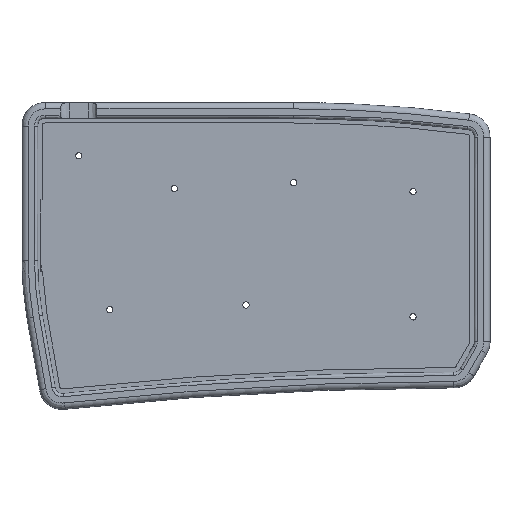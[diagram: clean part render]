
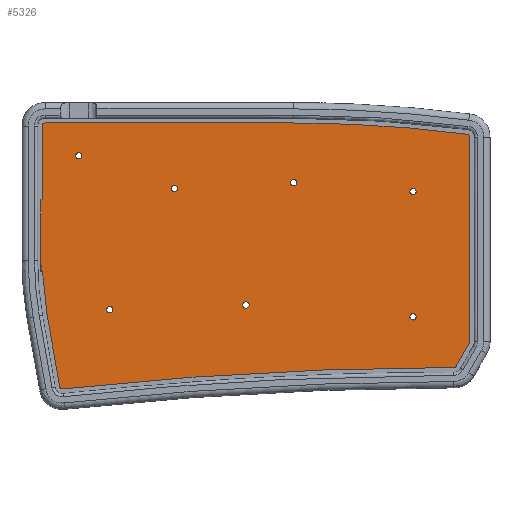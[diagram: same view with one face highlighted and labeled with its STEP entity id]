
A CAD part, top view. The second image highlights one B-rep face of the part: STEP entity #5326.
In plain terms, the highlighted planar face has unit normal (0, 0, 1).
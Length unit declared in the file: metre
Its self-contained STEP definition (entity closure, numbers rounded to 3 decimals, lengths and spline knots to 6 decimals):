
#177=CIRCLE('',#5706,0.001);
#178=CIRCLE('',#5707,0.001);
#179=CIRCLE('',#5708,0.001);
#180=CIRCLE('',#5709,0.001);
#181=CIRCLE('',#5710,0.001);
#182=CIRCLE('',#5711,0.001);
#183=CIRCLE('',#5712,0.001);
#361=PLANE('',#5705);
#488=B_SPLINE_CURVE_WITH_KNOTS('',3,(#7961,#7962,#7963,#7964),
 .UNSPECIFIED.,.F.,.F.,(4,4),(0.,1.),.UNSPECIFIED.);
#632=B_SPLINE_CURVE_WITH_KNOTS('',3,(#10907,#10908,#10909,#10910),
 .UNSPECIFIED.,.F.,.F.,(4,4),(0.,1.),.UNSPECIFIED.);
#633=B_SPLINE_CURVE_WITH_KNOTS('',3,(#10913,#10914,#10915,#10916),
 .UNSPECIFIED.,.F.,.F.,(4,4),(0.,1.),.UNSPECIFIED.);
#634=B_SPLINE_CURVE_WITH_KNOTS('',3,(#10918,#10919,#10920,#10921),
 .UNSPECIFIED.,.F.,.F.,(4,4),(0.,1.),.UNSPECIFIED.);
#635=B_SPLINE_CURVE_WITH_KNOTS('',3,(#10923,#10924,#10925,#10926),
 .UNSPECIFIED.,.F.,.F.,(4,4),(0.,1.),.UNSPECIFIED.);
#636=B_SPLINE_CURVE_WITH_KNOTS('',3,(#10928,#10929,#10930,#10931),
 .UNSPECIFIED.,.F.,.F.,(4,4),(0.,1.),.UNSPECIFIED.);
#637=B_SPLINE_CURVE_WITH_KNOTS('',3,(#10933,#10934,#10935,#10936),
 .UNSPECIFIED.,.F.,.F.,(4,4),(0.,1.),.UNSPECIFIED.);
#638=B_SPLINE_CURVE_WITH_KNOTS('',3,(#10938,#10939,#10940,#10941),
 .UNSPECIFIED.,.F.,.F.,(4,4),(0.,1.),.UNSPECIFIED.);
#639=B_SPLINE_CURVE_WITH_KNOTS('',3,(#10943,#10944,#10945,#10946),
 .UNSPECIFIED.,.F.,.F.,(4,4),(0.,1.),.UNSPECIFIED.);
#640=B_SPLINE_CURVE_WITH_KNOTS('',3,(#10948,#10949,#10950,#10951),
 .UNSPECIFIED.,.F.,.F.,(4,4),(0.,1.),.UNSPECIFIED.);
#641=B_SPLINE_CURVE_WITH_KNOTS('',3,(#10952,#10953,#10954,#10955),
 .UNSPECIFIED.,.F.,.F.,(4,4),(0.,1.),.UNSPECIFIED.);
#642=B_SPLINE_CURVE_WITH_KNOTS('',3,(#10957,#10958,#10959,#10960),
 .UNSPECIFIED.,.F.,.F.,(4,4),(0.,1.),.UNSPECIFIED.);
#643=B_SPLINE_CURVE_WITH_KNOTS('',3,(#10962,#10963,#10964,#10965),
 .UNSPECIFIED.,.F.,.F.,(4,4),(0.,1.),.UNSPECIFIED.);
#1411=ORIENTED_EDGE('',*,*,#2735,.T.);
#1412=ORIENTED_EDGE('',*,*,#2736,.T.);
#1413=ORIENTED_EDGE('',*,*,#2737,.T.);
#1414=ORIENTED_EDGE('',*,*,#2738,.T.);
#1415=ORIENTED_EDGE('',*,*,#2739,.T.);
#1416=ORIENTED_EDGE('',*,*,#2740,.T.);
#1417=ORIENTED_EDGE('',*,*,#2741,.T.);
#1418=ORIENTED_EDGE('',*,*,#2742,.T.);
#1419=ORIENTED_EDGE('',*,*,#2743,.T.);
#1420=ORIENTED_EDGE('',*,*,#2744,.T.);
#1421=ORIENTED_EDGE('',*,*,#2745,.T.);
#1422=ORIENTED_EDGE('',*,*,#2746,.T.);
#1423=ORIENTED_EDGE('',*,*,#2747,.T.);
#1424=ORIENTED_EDGE('',*,*,#2748,.T.);
#1425=ORIENTED_EDGE('',*,*,#2749,.T.);
#1426=ORIENTED_EDGE('',*,*,#2750,.T.);
#1427=ORIENTED_EDGE('',*,*,#2479,.T.);
#1428=ORIENTED_EDGE('',*,*,#2751,.T.);
#1429=ORIENTED_EDGE('',*,*,#2752,.T.);
#1430=ORIENTED_EDGE('',*,*,#2753,.T.);
#2479=EDGE_CURVE('',#3263,#3262,#488,.T.);
#2735=EDGE_CURVE('',#3407,#3407,#177,.F.);
#2736=EDGE_CURVE('',#3408,#3408,#178,.F.);
#2737=EDGE_CURVE('',#3409,#3409,#179,.F.);
#2738=EDGE_CURVE('',#3410,#3410,#180,.F.);
#2739=EDGE_CURVE('',#3411,#3411,#181,.F.);
#2740=EDGE_CURVE('',#3412,#3412,#182,.F.);
#2741=EDGE_CURVE('',#3413,#3413,#183,.F.);
#2742=EDGE_CURVE('',#3414,#3415,#632,.T.);
#2743=EDGE_CURVE('',#3415,#3416,#633,.T.);
#2744=EDGE_CURVE('',#3416,#3417,#634,.T.);
#2745=EDGE_CURVE('',#3417,#3418,#635,.T.);
#2746=EDGE_CURVE('',#3418,#3419,#636,.T.);
#2747=EDGE_CURVE('',#3419,#3420,#637,.T.);
#2748=EDGE_CURVE('',#3420,#3421,#638,.T.);
#2749=EDGE_CURVE('',#3421,#3422,#639,.T.);
#2750=EDGE_CURVE('',#3422,#3263,#640,.T.);
#2751=EDGE_CURVE('',#3262,#3423,#641,.T.);
#2752=EDGE_CURVE('',#3423,#3424,#642,.T.);
#2753=EDGE_CURVE('',#3424,#3414,#643,.T.);
#3262=VERTEX_POINT('',#7960);
#3263=VERTEX_POINT('',#7965);
#3407=VERTEX_POINT('',#10894);
#3408=VERTEX_POINT('',#10896);
#3409=VERTEX_POINT('',#10898);
#3410=VERTEX_POINT('',#10900);
#3411=VERTEX_POINT('',#10902);
#3412=VERTEX_POINT('',#10904);
#3413=VERTEX_POINT('',#10906);
#3414=VERTEX_POINT('',#10911);
#3415=VERTEX_POINT('',#10912);
#3416=VERTEX_POINT('',#10917);
#3417=VERTEX_POINT('',#10922);
#3418=VERTEX_POINT('',#10927);
#3419=VERTEX_POINT('',#10932);
#3420=VERTEX_POINT('',#10937);
#3421=VERTEX_POINT('',#10942);
#3422=VERTEX_POINT('',#10947);
#3423=VERTEX_POINT('',#10956);
#3424=VERTEX_POINT('',#10961);
#4425=EDGE_LOOP('',(#1411));
#4426=EDGE_LOOP('',(#1412));
#4427=EDGE_LOOP('',(#1413));
#4428=EDGE_LOOP('',(#1414));
#4429=EDGE_LOOP('',(#1415));
#4430=EDGE_LOOP('',(#1416));
#4431=EDGE_LOOP('',(#1417));
#4432=EDGE_LOOP('',(#1418,#1419,#1420,#1421,#1422,#1423,#1424,#1425,#1426,
#1427,#1428,#1429,#1430));
#4842=FACE_BOUND('',#4425,.T.);
#4843=FACE_BOUND('',#4426,.T.);
#4844=FACE_BOUND('',#4427,.T.);
#4845=FACE_BOUND('',#4428,.T.);
#4846=FACE_BOUND('',#4429,.T.);
#4847=FACE_BOUND('',#4430,.T.);
#4848=FACE_BOUND('',#4431,.T.);
#4849=FACE_BOUND('',#4432,.T.);
#5326=ADVANCED_FACE('',(#4842,#4843,#4844,#4845,#4846,#4847,#4848,#4849),
#361,.T.);
#5705=AXIS2_PLACEMENT_3D('',#10892,#6455,#6456);
#5706=AXIS2_PLACEMENT_3D('',#10893,#6457,#6458);
#5707=AXIS2_PLACEMENT_3D('',#10895,#6459,#6460);
#5708=AXIS2_PLACEMENT_3D('',#10897,#6461,#6462);
#5709=AXIS2_PLACEMENT_3D('',#10899,#6463,#6464);
#5710=AXIS2_PLACEMENT_3D('',#10901,#6465,#6466);
#5711=AXIS2_PLACEMENT_3D('',#10903,#6467,#6468);
#5712=AXIS2_PLACEMENT_3D('',#10905,#6469,#6470);
#6455=DIRECTION('',(0.,0.,1.));
#6456=DIRECTION('',(1.,0.,0.));
#6457=DIRECTION('',(0.,0.,1.));
#6458=DIRECTION('',(1.,0.,0.));
#6459=DIRECTION('',(0.,0.,1.));
#6460=DIRECTION('',(1.,0.,0.));
#6461=DIRECTION('',(0.,0.,1.));
#6462=DIRECTION('',(1.,0.,0.));
#6463=DIRECTION('',(0.,0.,1.));
#6464=DIRECTION('',(1.,0.,0.));
#6465=DIRECTION('',(0.,0.,1.));
#6466=DIRECTION('',(1.,0.,0.));
#6467=DIRECTION('',(0.,0.,1.));
#6468=DIRECTION('',(1.,0.,0.));
#6469=DIRECTION('',(0.,0.,1.));
#6470=DIRECTION('',(1.,0.,0.));
#7960=CARTESIAN_POINT('',(0.151915,0.035671,-0.013));
#7961=CARTESIAN_POINT('',(0.151915,-0.029673,-0.013));
#7962=CARTESIAN_POINT('',(0.151915,-0.007891,-0.013));
#7963=CARTESIAN_POINT('',(0.151915,0.01389,-0.013));
#7964=CARTESIAN_POINT('',(0.151915,0.035671,-0.013));
#7965=CARTESIAN_POINT('',(0.151915,-0.029673,-0.013));
#10892=CARTESIAN_POINT('',(0.083217,-0.002215,-0.013));
#10893=CARTESIAN_POINT('',(0.09525,0.021217,-0.013));
#10894=CARTESIAN_POINT('',(0.09625,0.021217,-0.013));
#10895=CARTESIAN_POINT('',(0.05715,0.019312,-0.013));
#10896=CARTESIAN_POINT('',(0.05815,0.019312,-0.013));
#10897=CARTESIAN_POINT('',(0.026654,0.029804,-0.013));
#10898=CARTESIAN_POINT('',(0.027654,0.029804,-0.013));
#10899=CARTESIAN_POINT('',(0.13335,-0.021646,-0.013));
#10900=CARTESIAN_POINT('',(0.13435,-0.021646,-0.013));
#10901=CARTESIAN_POINT('',(0.13335,0.018359,-0.013));
#10902=CARTESIAN_POINT('',(0.13435,0.018359,-0.013));
#10903=CARTESIAN_POINT('',(0.08001,-0.017836,-0.013));
#10904=CARTESIAN_POINT('',(0.08101,-0.017836,-0.013));
#10905=CARTESIAN_POINT('',(0.036526,-0.019333,-0.013));
#10906=CARTESIAN_POINT('',(0.037526,-0.019333,-0.013));
#10907=CARTESIAN_POINT('',(0.016018,0.040734,-0.013));
#10908=CARTESIAN_POINT('',(0.014962,0.040734,-0.013));
#10909=CARTESIAN_POINT('',(0.014518,0.040293,-0.013));
#10910=CARTESIAN_POINT('',(0.014518,0.039234,-0.013));
#10911=CARTESIAN_POINT('',(0.016018,0.040734,-0.013));
#10912=CARTESIAN_POINT('',(0.014518,0.039234,-0.013));
#10913=CARTESIAN_POINT('',(0.014518,0.039234,-0.013));
#10914=CARTESIAN_POINT('',(0.014518,0.024894,-0.013));
#10915=CARTESIAN_POINT('',(0.014518,0.010553,-0.013));
#10916=CARTESIAN_POINT('',(0.014518,-0.003787,-0.013));
#10917=CARTESIAN_POINT('',(0.014518,-0.003787,-0.013));
#10918=CARTESIAN_POINT('',(0.014518,-0.003787,-0.013));
#10919=CARTESIAN_POINT('',(0.014518,-0.009591,-0.013));
#10920=CARTESIAN_POINT('',(0.015022,-0.01535,-0.013));
#10921=CARTESIAN_POINT('',(0.01603,-0.021065,-0.013));
#10922=CARTESIAN_POINT('',(0.01603,-0.021065,-0.013));
#10923=CARTESIAN_POINT('',(0.01603,-0.021065,-0.013));
#10924=CARTESIAN_POINT('',(0.017373,-0.028682,-0.013));
#10925=CARTESIAN_POINT('',(0.018716,-0.036299,-0.013));
#10926=CARTESIAN_POINT('',(0.020059,-0.043915,-0.013));
#10927=CARTESIAN_POINT('',(0.020059,-0.043915,-0.013));
#10928=CARTESIAN_POINT('',(0.020059,-0.043915,-0.013));
#10929=CARTESIAN_POINT('',(0.02023,-0.044884,-0.013));
#10930=CARTESIAN_POINT('',(0.020719,-0.045252,-0.013));
#10931=CARTESIAN_POINT('',(0.021698,-0.045146,-0.013));
#10932=CARTESIAN_POINT('',(0.021698,-0.045146,-0.013));
#10933=CARTESIAN_POINT('',(0.021698,-0.045146,-0.013));
#10934=CARTESIAN_POINT('',(0.06311,-0.040651,-0.013));
#10935=CARTESIAN_POINT('',(0.104644,-0.038369,-0.013));
#10936=CARTESIAN_POINT('',(0.146299,-0.0383,-0.013));
#10937=CARTESIAN_POINT('',(0.146299,-0.0383,-0.013));
#10938=CARTESIAN_POINT('',(0.146299,-0.0383,-0.013));
#10939=CARTESIAN_POINT('',(0.14689,-0.038299,-0.013));
#10940=CARTESIAN_POINT('',(0.147301,-0.03806,-0.013));
#10941=CARTESIAN_POINT('',(0.147595,-0.03755,-0.013));
#10942=CARTESIAN_POINT('',(0.147595,-0.03755,-0.013));
#10943=CARTESIAN_POINT('',(0.147595,-0.03755,-0.013));
#10944=CARTESIAN_POINT('',(0.148968,-0.035175,-0.013));
#10945=CARTESIAN_POINT('',(0.150341,-0.032799,-0.013));
#10946=CARTESIAN_POINT('',(0.151714,-0.030423,-0.013));
#10947=CARTESIAN_POINT('',(0.151714,-0.030423,-0.013));
#10948=CARTESIAN_POINT('',(0.151714,-0.030423,-0.013));
#10949=CARTESIAN_POINT('',(0.151848,-0.030191,-0.013));
#10950=CARTESIAN_POINT('',(0.151915,-0.029941,-0.013));
#10951=CARTESIAN_POINT('',(0.151915,-0.029673,-0.013));
#10952=CARTESIAN_POINT('',(0.151915,0.035671,-0.013));
#10953=CARTESIAN_POINT('',(0.151915,0.036591,-0.013));
#10954=CARTESIAN_POINT('',(0.15152,0.03704,-0.013));
#10955=CARTESIAN_POINT('',(0.150608,0.037158,-0.013));
#10956=CARTESIAN_POINT('',(0.150608,0.037158,-0.013));
#10957=CARTESIAN_POINT('',(0.150608,0.037158,-0.013));
#10958=CARTESIAN_POINT('',(0.132232,0.039542,-0.013));
#10959=CARTESIAN_POINT('',(0.11378,0.040734,-0.013));
#10960=CARTESIAN_POINT('',(0.09525,0.040734,-0.013));
#10961=CARTESIAN_POINT('',(0.09525,0.040734,-0.013));
#10962=CARTESIAN_POINT('',(0.09525,0.040734,-0.013));
#10963=CARTESIAN_POINT('',(0.068839,0.040734,-0.013));
#10964=CARTESIAN_POINT('',(0.042429,0.040734,-0.013));
#10965=CARTESIAN_POINT('',(0.016018,0.040734,-0.013));
